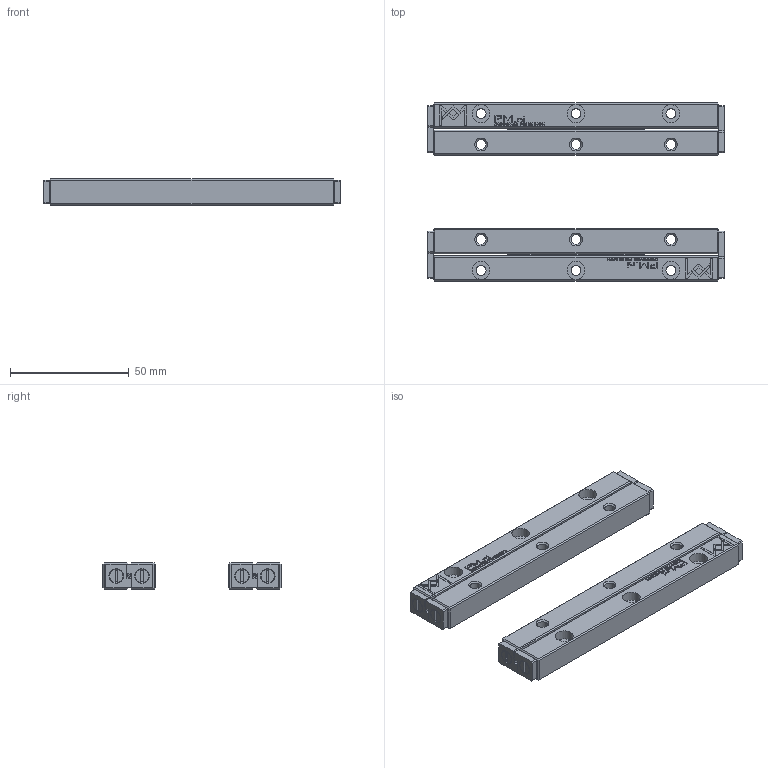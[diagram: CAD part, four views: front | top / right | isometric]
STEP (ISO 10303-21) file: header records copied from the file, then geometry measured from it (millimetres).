
FILE_DESCRIPTION(/* description */ (''),/* implementation_level */ '2;1');
FILE_NAME(/* name */ 'Set RSDE-4120x17KRE_stp.stp',/* time_stamp */ '2025-03-31T10:29:00+02:00',/* author */ (''),/* organization */ (''),/* preprocessor_version */ 'ST-DEVELOPER v16.7',/* originating_system */ 'SIEMENS PLM Software NX 12.0',/* authorisation */ '');
FILE_SCHEMA (('AUTOMOTIVE_DESIGN { 1 0 10303 214 3 1 1 1 }'));
Products named in the file (1): Set RSDE-4120x17KRE_stp
Bounding box: 125.1 x 75 x 11 mm (x, y, z)
Volume: 51712.7 mm3; surface area: 31412 mm2
Topology: 58 solids, 58 shells, 2946 faces, 7816 edges, 5106 vertices
Faces by surface type: plane 1464, cylinder 714, bspline 360, torus 356, cone 52
Full cylindrical faces by diameter (mm): 0.45 x144, 2 x36, 2.6 x8, 3 x42, 3.2 x16, 4.2 x12, 7.5 x12
Entity records: 101020 total; most frequent: CARTESIAN_POINT 22251, ORIENTED_EDGE 14584, DIRECTION 13702, EDGE_CURVE 7292, VERTEX_POINT 4980, AXIS2_PLACEMENT_3D 4775, LINE 4152, VECTOR 4152
